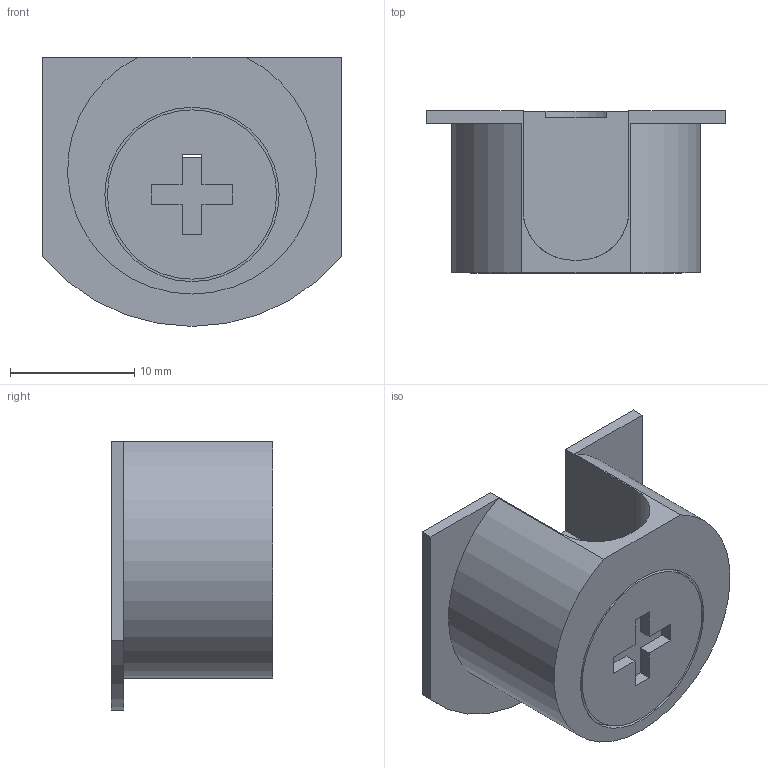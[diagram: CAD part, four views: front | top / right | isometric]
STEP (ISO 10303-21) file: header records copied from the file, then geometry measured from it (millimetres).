
FILE_DESCRIPTION (( 'STEP AP214' ), '1' );
FILE_NAME ('F002537,F002538,F002539,F002540_3D.step', '2022-11-21T18:15:30', ( '' ), ( '' ), 'SwSTEP 2.0', 'SolidWorks 2020', '' );
FILE_SCHEMA (( 'AUTOMOTIVE_DESIGN' ));
Length unit declared in the file: millimetre
Products named in the file (1): F002537,F002538,F002539,F002540_3D
Bounding box: 24 x 13 x 21.6 mm (x, y, z)
Volume: 3364.2 mm3; surface area: 2039.7 mm2
Topology: 1 solids, 1 shells, 50 faces, 138 edges, 92 vertices
Faces by surface type: plane 39, cylinder 11
Entity records: 1624 total; most frequent: CARTESIAN_POINT 281, ORIENTED_EDGE 276, DIRECTION 264, EDGE_CURVE 138, LINE 114, VECTOR 114, VERTEX_POINT 92, AXIS2_PLACEMENT_3D 75
